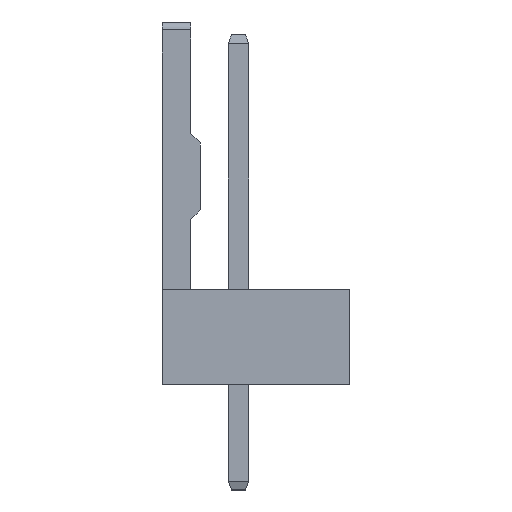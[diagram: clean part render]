
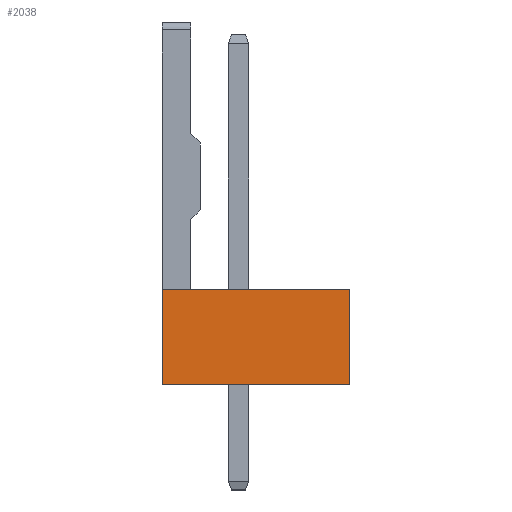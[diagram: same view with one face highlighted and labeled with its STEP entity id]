
A CAD part, left-side view. The second image highlights one B-rep face of the part: STEP entity #2038.
In plain terms, the highlighted planar face has unit normal (-1, 0, 0).
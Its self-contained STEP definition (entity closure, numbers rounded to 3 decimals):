
#161=FACE_OUTER_BOUND('',#271,.T.);
#271=EDGE_LOOP('',(#1532,#1533,#1534,#1535));
#440=LINE('',#3112,#694);
#446=LINE('',#3126,#700);
#452=LINE('',#3136,#706);
#465=LINE('',#3163,#719);
#694=VECTOR('',#2562,1000.);
#700=VECTOR('',#2574,1000.);
#706=VECTOR('',#2582,1000.);
#719=VECTOR('',#2607,1000.);
#912=VERTEX_POINT('',#3109);
#913=VERTEX_POINT('',#3111);
#917=VERTEX_POINT('',#3123);
#918=VERTEX_POINT('',#3125);
#1115=EDGE_CURVE('',#912,#913,#440,.T.);
#1122=EDGE_CURVE('',#918,#917,#446,.T.);
#1128=EDGE_CURVE('',#917,#913,#452,.T.);
#1141=EDGE_CURVE('',#912,#918,#465,.T.);
#1532=ORIENTED_EDGE('',*,*,#1128,.T.);
#1533=ORIENTED_EDGE('',*,*,#1115,.F.);
#1534=ORIENTED_EDGE('',*,*,#1141,.T.);
#1535=ORIENTED_EDGE('',*,*,#1122,.T.);
#1823=PLANE('',#2275);
#2038=ADVANCED_FACE('',(#161),#1823,.T.);
#2275=AXIS2_PLACEMENT_3D('',#3164,#2608,#2609);
#2562=DIRECTION('',(0.,0.,1.));
#2574=DIRECTION('',(0.,0.,1.));
#2582=DIRECTION('',(0.,1.,0.));
#2607=DIRECTION('',(0.,-1.,0.));
#2608=DIRECTION('center_axis',(-1.,0.,0.));
#2609=DIRECTION('ref_axis',(0.,0.,1.));
#3109=CARTESIAN_POINT('',(-1.27,2.4,0.));
#3111=CARTESIAN_POINT('',(-1.27,2.4,3.));
#3112=CARTESIAN_POINT('',(-1.27,2.4,0.));
#3123=CARTESIAN_POINT('',(-1.27,-3.5,3.));
#3125=CARTESIAN_POINT('',(-1.27,-3.5,0.));
#3126=CARTESIAN_POINT('',(-1.27,-3.5,0.));
#3136=CARTESIAN_POINT('',(-1.27,2.4,3.));
#3163=CARTESIAN_POINT('',(-1.27,2.4,0.));
#3164=CARTESIAN_POINT('Origin',(-1.27,2.4,0.));
